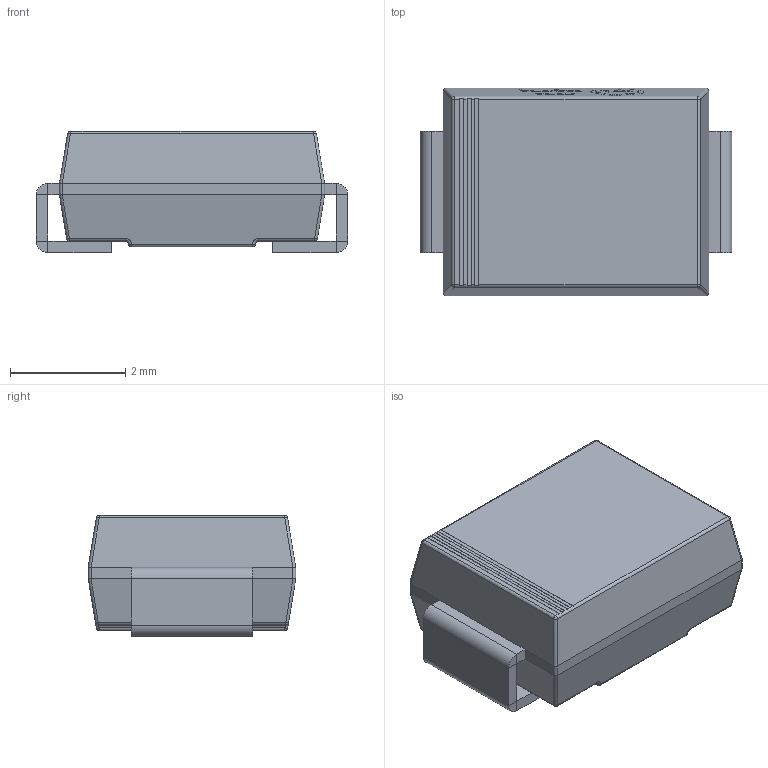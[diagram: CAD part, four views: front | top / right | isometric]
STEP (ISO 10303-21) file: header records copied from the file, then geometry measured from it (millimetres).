
FILE_DESCRIPTION (( 'STEP AP214' ), '1' );
FILE_NAME ('SMB_L4.6-W3.6-LS5.3-R-RD.step', '2022-07-05T10:55:42', ( '' ), ( '' ), 'SwSTEP 2.0', 'SolidWorks 2020', '' );
FILE_SCHEMA (( 'AUTOMOTIVE_DESIGN' ));
Length unit declared in the file: millimetre
Products named in the file (1): SMB_L4.6-W3.6-LS5.3-R-RD
Bounding box: 5.4 x 3.6 x 2.1 mm (x, y, z)
Volume: 32.3 mm3; surface area: 75.5 mm2
Topology: 1 solids, 1 shells, 336 faces, 873 edges, 554 vertices
Faces by surface type: plane 190, bspline 102, cylinder 32, sphere 12
Entity records: 14383 total; most frequent: CARTESIAN_POINT 3210, ORIENTED_EDGE 1746, DIRECTION 1171, EDGE_CURVE 873, LINE 581, VECTOR 581, VERTEX_POINT 554, EDGE_LOOP 355
